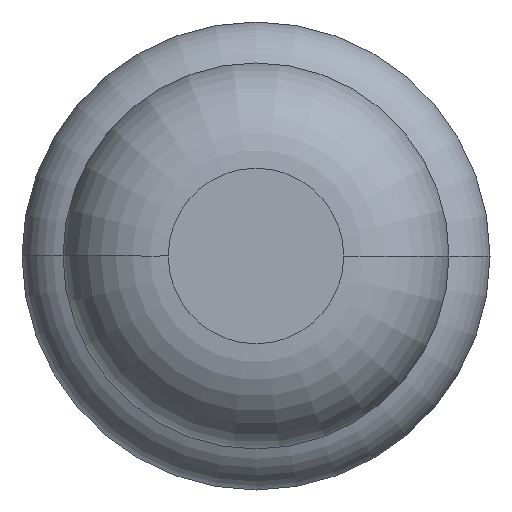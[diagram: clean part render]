
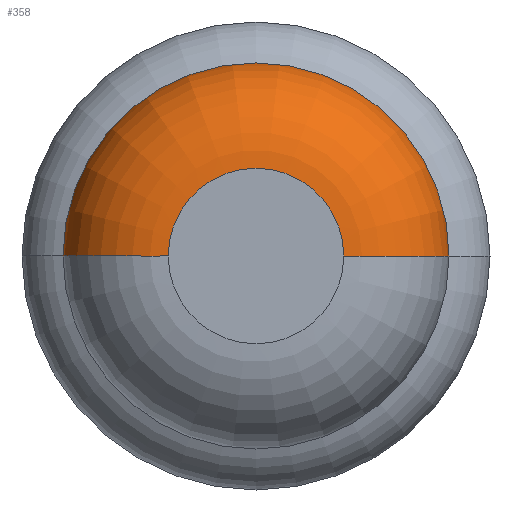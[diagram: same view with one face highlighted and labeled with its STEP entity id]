
A CAD part, front view. The second image highlights one B-rep face of the part: STEP entity #358.
In plain terms, the highlighted toroidal (fillet/blend) face has major radius 0.375 mm and minor radius 0.45 mm.
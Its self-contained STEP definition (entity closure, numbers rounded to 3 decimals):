
#79 = DIRECTION ( 'NONE',  ( 0., -1., 0. ) ) ;
#102 = DIRECTION ( 'NONE',  ( 1., 0., 0. ) ) ;
#301 = AXIS2_PLACEMENT_3D ( 'NONE', #597, #79, #2650 ) ;
#358 = ADVANCED_FACE ( 'Defeature ausgef�hrt1_7', ( #1197 ), #605, .T. ) ;
#383 = DIRECTION ( 'NONE',  ( 0., 0., -1. ) ) ;
#448 = DIRECTION ( 'NONE',  ( 1., 0., 0. ) ) ;
#501 = ORIENTED_EDGE ( 'NONE', *, *, #2689, .F. ) ;
#584 = DIRECTION ( 'NONE',  ( 0., 0., 1. ) ) ;
#597 = CARTESIAN_POINT ( 'NONE',  ( 0., -32., 0. ) ) ;
#605 = TOROIDAL_SURFACE ( 'NONE', #1931, 0.375, 0.45 ) ;
#823 = VERTEX_POINT ( 'NONE', #1939 ) ;
#841 = CARTESIAN_POINT ( 'NONE',  ( 0.375, -32., 0. ) ) ;
#1135 = CARTESIAN_POINT ( 'NONE',  ( -0.375, -31.55, 0. ) ) ;
#1152 = CARTESIAN_POINT ( 'NONE',  ( 0.375, -31.55, 0. ) ) ;
#1181 = CARTESIAN_POINT ( 'NONE',  ( -0.825, -31.55, 0. ) ) ;
#1193 = EDGE_CURVE ( 'NONE', #2379, #2743, #2077, .T. ) ;
#1197 = FACE_OUTER_BOUND ( 'NONE', #1784, .T. ) ;
#1591 = ORIENTED_EDGE ( 'NONE', *, *, #2406, .T. ) ;
#1672 = VERTEX_POINT ( 'NONE', #841 ) ;
#1784 = EDGE_LOOP ( 'NONE', ( #1591, #2391, #2306, #501 ) ) ;
#1931 = AXIS2_PLACEMENT_3D ( 'NONE', #3172, #2662, #3211 ) ;
#1939 = CARTESIAN_POINT ( 'NONE',  ( 0.825, -31.55, 0. ) ) ;
#1958 = CARTESIAN_POINT ( 'NONE',  ( 0., -31.55, 0. ) ) ;
#1972 = AXIS2_PLACEMENT_3D ( 'NONE', #1135, #584, #102 ) ;
#2077 = CIRCLE ( 'NONE', #1972, 0.45 ) ;
#2306 = ORIENTED_EDGE ( 'NONE', *, *, #2571, .F. ) ;
#2379 = VERTEX_POINT ( 'NONE', #1181 ) ;
#2391 = ORIENTED_EDGE ( 'NONE', *, *, #1193, .T. ) ;
#2406 = EDGE_CURVE ( 'Defeature ausgef�hrt1_7+Defeature ausgef�hrt1_8+Defeature ausgef�hrt1_8+Defeature ausgef�hrt1_8', #823, #2379, #2842, .T. ) ;
#2454 = DIRECTION ( 'NONE',  ( -1., 0., 0. ) ) ;
#2482 = DIRECTION ( 'NONE',  ( 0., -1., 0. ) ) ;
#2565 = CIRCLE ( 'NONE', #2594, 0.45 ) ;
#2571 = EDGE_CURVE ( 'Defeature ausgef�hrt1_6+Defeature ausgef�hrt1_7+Defeature ausgef�hrt1_7+Defeature ausgef�hrt1_7', #1672, #2743, #2684, .T. ) ;
#2594 = AXIS2_PLACEMENT_3D ( 'NONE', #1152, #383, #2454 ) ;
#2650 = DIRECTION ( 'NONE',  ( 1., 0., 0. ) ) ;
#2662 = DIRECTION ( 'NONE',  ( 0., -1., 0. ) ) ;
#2684 = CIRCLE ( 'NONE', #301, 0.375 ) ;
#2689 = EDGE_CURVE ( 'NONE', #823, #1672, #2565, .T. ) ;
#2743 = VERTEX_POINT ( 'NONE', #3219 ) ;
#2842 = CIRCLE ( 'NONE', #3108, 0.825 ) ;
#3108 = AXIS2_PLACEMENT_3D ( 'NONE', #1958, #2482, #448 ) ;
#3172 = CARTESIAN_POINT ( 'NONE',  ( 0., -31.55, 0. ) ) ;
#3211 = DIRECTION ( 'NONE',  ( 1., 0., 0. ) ) ;
#3219 = CARTESIAN_POINT ( 'NONE',  ( -0.375, -32., 0. ) ) ;
